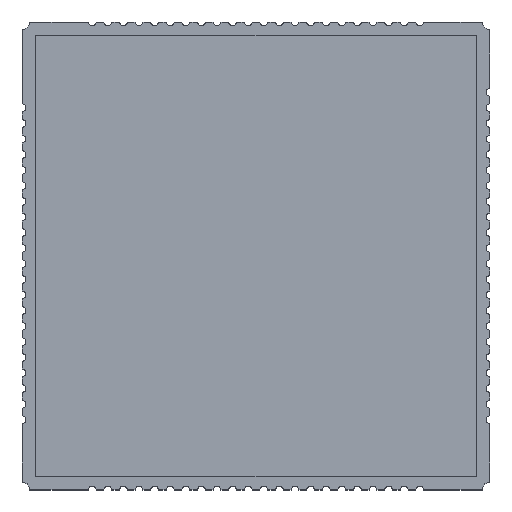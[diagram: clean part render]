
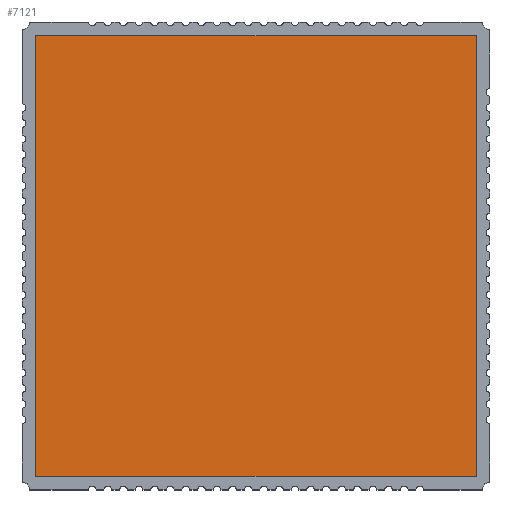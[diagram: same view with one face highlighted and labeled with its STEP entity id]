
A CAD part, top view. The second image highlights one B-rep face of the part: STEP entity #7121.
In plain terms, the highlighted planar face has unit normal (0, 0, 1).
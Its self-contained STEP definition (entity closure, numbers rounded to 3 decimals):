
#7030 = VERTEX_POINT('',#7031);
#7031 = CARTESIAN_POINT('',(-14.13,14.13,2.9));
#7037 = EDGE_CURVE('',#7030,#7038,#7040,.T.);
#7038 = VERTEX_POINT('',#7039);
#7039 = CARTESIAN_POINT('',(14.13,14.13,2.9));
#7040 = LINE('',#7041,#7042);
#7041 = CARTESIAN_POINT('',(14.13,14.13,2.9));
#7042 = VECTOR('',#7043,1.);
#7043 = DIRECTION('',(1.,0.,0.));
#7061 = VERTEX_POINT('',#7062);
#7062 = CARTESIAN_POINT('',(-14.13,-14.13,2.9));
#7068 = EDGE_CURVE('',#7061,#7030,#7069,.T.);
#7069 = LINE('',#7070,#7071);
#7070 = CARTESIAN_POINT('',(-14.13,14.13,2.9));
#7071 = VECTOR('',#7072,1.);
#7072 = DIRECTION('',(0.,1.,0.));
#7085 = VERTEX_POINT('',#7086);
#7086 = CARTESIAN_POINT('',(14.13,-14.13,2.9));
#7092 = EDGE_CURVE('',#7085,#7061,#7093,.T.);
#7093 = LINE('',#7094,#7095);
#7094 = CARTESIAN_POINT('',(-14.13,-14.13,2.9));
#7095 = VECTOR('',#7096,1.);
#7096 = DIRECTION('',(-1.,0.,0.));
#7109 = EDGE_CURVE('',#7038,#7085,#7110,.T.);
#7110 = LINE('',#7111,#7112);
#7111 = CARTESIAN_POINT('',(14.13,-14.13,2.9));
#7112 = VECTOR('',#7113,1.);
#7113 = DIRECTION('',(0.,-1.,0.));
#7121 = ADVANCED_FACE('',(#7122),#7128,.T.);
#7122 = FACE_BOUND('',#7123,.T.);
#7123 = EDGE_LOOP('',(#7124,#7125,#7126,#7127));
#7124 = ORIENTED_EDGE('',*,*,#7109,.F.);
#7125 = ORIENTED_EDGE('',*,*,#7037,.F.);
#7126 = ORIENTED_EDGE('',*,*,#7068,.F.);
#7127 = ORIENTED_EDGE('',*,*,#7092,.F.);
#7128 = PLANE('',#7129);
#7129 = AXIS2_PLACEMENT_3D('',#7130,#7131,#7132);
#7130 = CARTESIAN_POINT('',(0.,0.,2.9)
  );
#7131 = DIRECTION('',(0.,0.,1.));
#7132 = DIRECTION('',(-1.,0.,0.));
